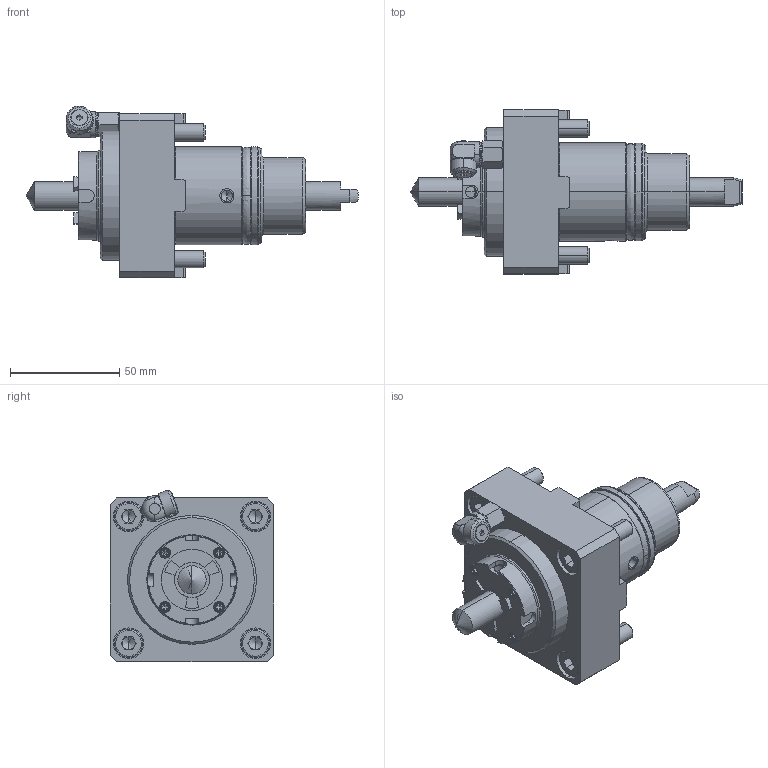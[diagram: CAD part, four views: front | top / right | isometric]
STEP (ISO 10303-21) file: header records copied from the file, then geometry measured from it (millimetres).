
FILE_DESCRIPTION (( 'STEP AP203' ), '1' );
FILE_NAME ('04-0997.STEP', '2023-06-22T16:23:11', ( '' ), ( '' ), 'SwSTEP 2.0', 'SolidWorks 2022', '' );
FILE_SCHEMA (( 'CONFIG_CONTROL_DESIGN' ));
Length unit declared in the file: inch
Products named in the file (1): 04-0997
Bounding box: 151.91 x 75 x 78.55 mm (x, y, z)
Surface area: 53217.8 mm2 (no closed solid volume)
Topology: 0 solids, 22 shells, 447 faces, 1157 edges, 730 vertices
Faces by surface type: plane 188, cylinder 127, cone 108, bspline 20, torus 4
Entity records: 16294 total; most frequent: CARTESIAN_POINT 5773, ORIENTED_EDGE 2177, DIRECTION 2111, EDGE_CURVE 1132, AXIS2_PLACEMENT_3D 798, VERTEX_POINT 730, LINE 515, VECTOR 515
